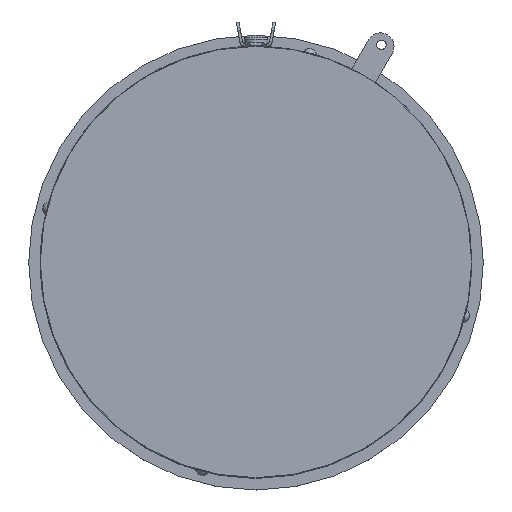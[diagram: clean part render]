
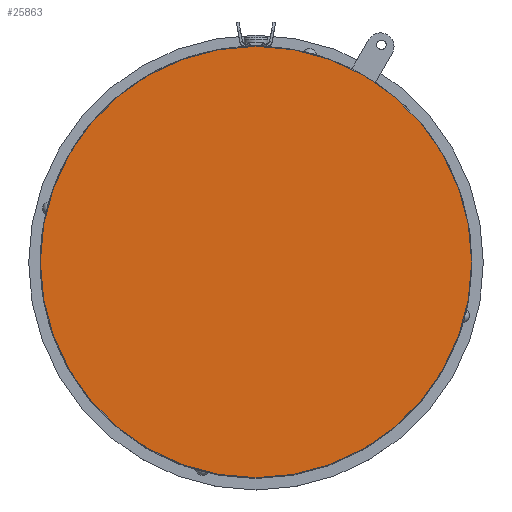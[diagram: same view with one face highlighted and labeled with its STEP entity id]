
A CAD part, top view. The second image highlights one B-rep face of the part: STEP entity #25863.
In plain terms, the highlighted planar face has unit normal (0, 0, 1).
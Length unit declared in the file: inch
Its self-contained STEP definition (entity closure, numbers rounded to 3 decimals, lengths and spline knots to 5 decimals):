
#10259=CARTESIAN_POINT('',(0.,0.,2.76));
#10260=DIRECTION('',(0.,0.,-1.));
#10261=DIRECTION('',(-1.,0.,0.));
#10262=AXIS2_PLACEMENT_3D('',#10259,#10260,#10261);
#10287=CARTESIAN_POINT('',(0.,0.,2.76));
#10288=DIRECTION('',(0.,0.,1.));
#10289=DIRECTION('',(-1.,0.,0.));
#10290=AXIS2_PLACEMENT_3D('',#10287,#10288,#10289);
#17362=CARTESIAN_POINT('',(-1.66,0.,2.76));
#17363=CARTESIAN_POINT('',(1.66,0.,2.76));
#17364=VERTEX_POINT('',#17362);
#17365=VERTEX_POINT('',#17363);
#25854=CARTESIAN_POINT('',(0.,0.,2.76));
#25855=DIRECTION('',(0.,0.,1.));
#25856=DIRECTION('',(1.,0.,0.));
#25857=AXIS2_PLACEMENT_3D('',#25854,#25855,#25856);
#25858=PLANE('',#25857);
#25859=ORIENTED_EDGE('',*,*,#25848,.F.);
#25860=ORIENTED_EDGE('',*,*,#25809,.T.);
#25861=EDGE_LOOP('',(#25859,#25860));
#25862=FACE_OUTER_BOUND('',#25861,.F.);
#25863=ADVANCED_FACE('',(#25862),#25858,.T.);
#10263=CIRCLE('',#10262,1.66);
#10291=CIRCLE('',#10290,1.66);
#25809=EDGE_CURVE('',#17364,#17365,#10263,.T.);
#25848=EDGE_CURVE('',#17364,#17365,#10291,.T.);
